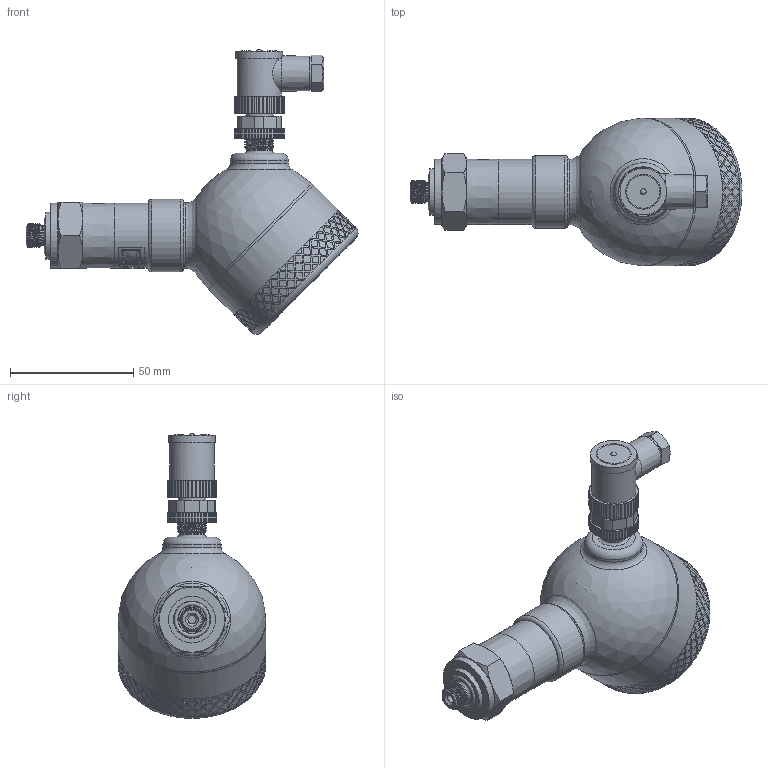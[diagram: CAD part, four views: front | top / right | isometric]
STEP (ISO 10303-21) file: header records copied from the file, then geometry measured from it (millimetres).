
FILE_DESCRIPTION(/* description */ (''),/* implementation_level */ '2;1');
FILE_NAME(/* name */ 'APZ3230FH_11_M12x1-angular.step',/* time_stamp */ '2021-06-30T15:26:12+03:00',/* author */ (''),/* organization */ (''),/* preprocessor_version */ 'ST-DEVELOPER v18.1',/* originating_system */ 'Autodesk Translation Framework v10.9.0.1377',/* authorisation */ '');
FILE_SCHEMA (('AUTOMOTIVE_DESIGN { 1 0 10303 214 3 1 1 }'));
Length unit declared in the file: millimetre
Products named in the file (7): Полевой корпус 
3420 3421 3230 заполненный; G 1\8 DIN; FieldHousing Assembly v16; main body; Крышка без 
дисплея; Адаптер М12х1; M12x1 female angular v10
Assembly tree (6 placements, depth 3):
  Полевой корпус 
3420 3421 3230 заполненный
    G 1\8 DIN
    FieldHousing Assembly v16
      main body
      Крышка без 
дисплея
      Адаптер М12х1
      M12x1 female angular v10
Bounding box: 134.91 x 60.1 x 115.68 mm (x, y, z)
Volume: 174614.6 mm3; surface area: 46627.1 mm2
Topology: 7 solids, 7 shells, 1611 faces, 4055 edges, 2665 vertices
Faces by surface type: bspline 896, cylinder 488, plane 170, cone 28, torus 25, sphere 4
Full cylindrical faces by diameter (mm): 1 x4, 3.3 x1, 7 x1, 8 x2, 8.566 x5, 9.3 x1, 9.471 x2, 10.5 x2, 10.741 x7, 11.035 x4, 11.156 x1, 11.5 x1, 11.884 x6, 12.152 x4, 13 x1, 14.7 x1, 18 x1, 19 x2, 19.7 x1, 21.6 x1, 22.4 x1, 23.6 x1, 24.5 x2, 26.5 x1, 29.5 x1, 55 x9, 56.5 x1, 57.2 x1, 60 x2
Entity records: 70051 total; most frequent: CARTESIAN_POINT 38298, ORIENTED_EDGE 8108, EDGE_CURVE 4054, DIRECTION 3668, VERTEX_POINT 2665, B_SPLINE_CURVE_WITH_KNOTS 2593, EDGE_LOOP 1825, FACE_OUTER_BOUND 1611
